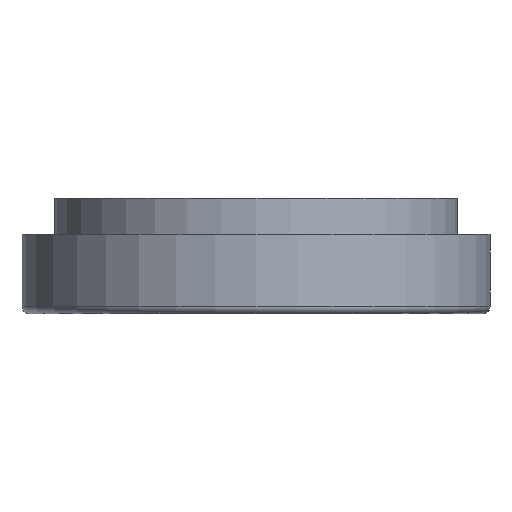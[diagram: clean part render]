
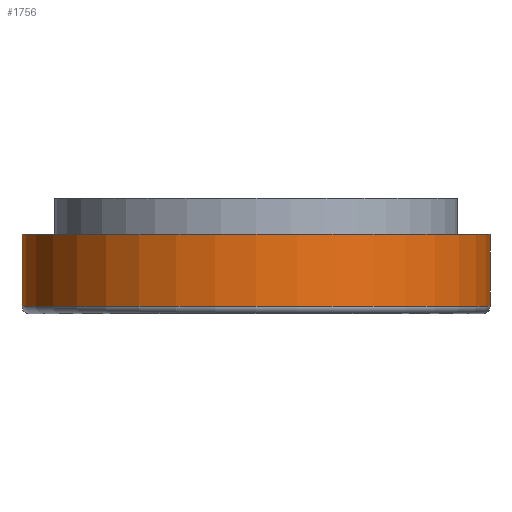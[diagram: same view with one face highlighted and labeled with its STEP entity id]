
A CAD part, front view. The second image highlights one B-rep face of the part: STEP entity #1756.
In plain terms, the highlighted cylindrical face has radius 103.188 mm (diameter 206.375 mm), a partial arc.
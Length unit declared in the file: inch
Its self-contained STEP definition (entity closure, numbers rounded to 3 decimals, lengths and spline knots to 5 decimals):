
#24 = VECTOR ( 'NONE', #3285, 39.37008 ) ;
#66 = VERTEX_POINT ( 'NONE', #3901 ) ;
#101 = DIRECTION ( 'NONE',  ( 0., 0., 1. ) ) ;
#137 = DIRECTION ( 'NONE',  ( 1., 0., 0. ) ) ;
#143 = VECTOR ( 'NONE', #3532, 39.37008 ) ;
#150 = DIRECTION ( 'NONE',  ( 1., 0., 0. ) ) ;
#265 = ORIENTED_EDGE ( 'NONE', *, *, #3578, .F. ) ;
#356 = VERTEX_POINT ( 'NONE', #3670 ) ;
#626 = EDGE_CURVE ( 'NONE', #2515, #1011, #2586, .T. ) ;
#664 = EDGE_CURVE ( 'NONE', #2562, #356, #2642, .T. ) ;
#727 = CARTESIAN_POINT ( 'NONE',  ( -4.0625, 0., -1.875 ) ) ;
#749 = ORIENTED_EDGE ( 'NONE', *, *, #626, .F. ) ;
#753 = ORIENTED_EDGE ( 'NONE', *, *, #3400, .F. ) ;
#760 = CIRCLE ( 'NONE', #3463, 4.0625 ) ;
#833 = DIRECTION ( 'NONE',  ( 0., 0., -1. ) ) ;
#957 = EDGE_CURVE ( 'NONE', #2562, #3149, #1975, .T. ) ;
#985 = VERTEX_POINT ( 'NONE', #1373 ) ;
#1011 = VERTEX_POINT ( 'NONE', #1019 ) ;
#1019 = CARTESIAN_POINT ( 'NONE',  ( 4.0625, 0., -0.8775 ) ) ;
#1030 = CARTESIAN_POINT ( 'NONE',  ( -4.0625, 0., 0. ) ) ;
#1095 = ORIENTED_EDGE ( 'NONE', *, *, #3072, .F. ) ;
#1100 = CARTESIAN_POINT ( 'NONE',  ( 0., 0., 0. ) ) ;
#1128 = CARTESIAN_POINT ( 'NONE',  ( 4.0625, 0., 0. ) ) ;
#1190 = LINE ( 'NONE', #3381, #2540 ) ;
#1203 = EDGE_CURVE ( 'NONE', #3168, #985, #3602, .T. ) ;
#1333 = DIRECTION ( 'NONE',  ( 0., 0., -1. ) ) ;
#1373 = CARTESIAN_POINT ( 'NONE',  ( -4.0625, 0., -1.5 ) ) ;
#1494 = DIRECTION ( 'NONE',  ( 0., 0., 1. ) ) ;
#1532 = CARTESIAN_POINT ( 'NONE',  ( -4.0625, 0., -1.4975 ) ) ;
#1542 = LINE ( 'NONE', #3366, #1768 ) ;
#1667 = DIRECTION ( 'NONE',  ( 0., 0., -1. ) ) ;
#1677 = AXIS2_PLACEMENT_3D ( 'NONE', #2904, #1987, #137 ) ;
#1695 = DIRECTION ( 'NONE',  ( 0., 0., -1. ) ) ;
#1710 = ORIENTED_EDGE ( 'NONE', *, *, #2695, .T. ) ;
#1713 = CARTESIAN_POINT ( 'NONE',  ( 4.0625, 0., -0.875 ) ) ;
#1756 = ADVANCED_FACE ( 'NONE', ( #2953 ), #3867, .T. ) ;
#1768 = VECTOR ( 'NONE', #1808, 39.37008 ) ;
#1808 = DIRECTION ( 'NONE',  ( 0., 0., 1. ) ) ;
#1880 = VECTOR ( 'NONE', #2437, 39.37008 ) ;
#1929 = CARTESIAN_POINT ( 'NONE',  ( -4.0625, 0., -0.8775 ) ) ;
#1975 = LINE ( 'NONE', #3521, #2288 ) ;
#1976 = VECTOR ( 'NONE', #101, 39.37008 ) ;
#1984 = VERTEX_POINT ( 'NONE', #3767 ) ;
#1987 = DIRECTION ( 'NONE',  ( 0., 0., 1. ) ) ;
#2063 = CARTESIAN_POINT ( 'NONE',  ( 4.0625, 0., 0. ) ) ;
#2147 = CARTESIAN_POINT ( 'NONE',  ( 0., 0., -0.625 ) ) ;
#2190 = EDGE_CURVE ( 'NONE', #2478, #985, #2342, .T. ) ;
#2248 = ORIENTED_EDGE ( 'NONE', *, *, #957, .T. ) ;
#2263 = CIRCLE ( 'NONE', #1677, 4.0625 ) ;
#2282 = CARTESIAN_POINT ( 'NONE',  ( 4.0625, 0., -1.4975 ) ) ;
#2288 = VECTOR ( 'NONE', #1667, 39.37008 ) ;
#2304 = CARTESIAN_POINT ( 'NONE',  ( -4.0625, 0., -1.4975 ) ) ;
#2339 = VECTOR ( 'NONE', #1695, 39.37008 ) ;
#2342 = LINE ( 'NONE', #2304, #2339 ) ;
#2343 = LINE ( 'NONE', #1128, #143 ) ;
#2437 = DIRECTION ( 'NONE',  ( 0., 0., 1. ) ) ;
#2442 = CARTESIAN_POINT ( 'NONE',  ( -4.0625, 0., -0.875 ) ) ;
#2447 = ORIENTED_EDGE ( 'NONE', *, *, #3640, .F. ) ;
#2478 = VERTEX_POINT ( 'NONE', #1532 ) ;
#2515 = VERTEX_POINT ( 'NONE', #1713 ) ;
#2535 = ORIENTED_EDGE ( 'NONE', *, *, #1203, .F. ) ;
#2540 = VECTOR ( 'NONE', #1494, 39.37008 ) ;
#2562 = VERTEX_POINT ( 'NONE', #2442 ) ;
#2582 = DIRECTION ( 'NONE',  ( 0., 0., 1. ) ) ;
#2586 = LINE ( 'NONE', #3503, #3689 ) ;
#2606 = CARTESIAN_POINT ( 'NONE',  ( 4.0625, 0., -1.4975 ) ) ;
#2622 = LINE ( 'NONE', #2606, #3608 ) ;
#2642 = LINE ( 'NONE', #1030, #1976 ) ;
#2652 = AXIS2_PLACEMENT_3D ( 'NONE', #1100, #2582, #150 ) ;
#2670 = LINE ( 'NONE', #2063, #24 ) ;
#2695 = EDGE_CURVE ( 'NONE', #3963, #1011, #1542, .T. ) ;
#2904 = CARTESIAN_POINT ( 'NONE',  ( 0., 0., -1.875 ) ) ;
#2908 = EDGE_LOOP ( 'NONE', ( #753, #3118, #2535, #3959, #2447, #265, #1710, #749, #3017, #1095, #3407, #2248 ) ) ;
#2953 = FACE_OUTER_BOUND ( 'NONE', #2908, .T. ) ;
#3017 = ORIENTED_EDGE ( 'NONE', *, *, #3941, .F. ) ;
#3072 = EDGE_CURVE ( 'NONE', #356, #3704, #760, .T. ) ;
#3115 = EDGE_CURVE ( 'NONE', #3168, #1984, #2263, .T. ) ;
#3118 = ORIENTED_EDGE ( 'NONE', *, *, #2190, .T. ) ;
#3149 = VERTEX_POINT ( 'NONE', #1929 ) ;
#3168 = VERTEX_POINT ( 'NONE', #727 ) ;
#3285 = DIRECTION ( 'NONE',  ( 0., 0., -1. ) ) ;
#3364 = DIRECTION ( 'NONE',  ( 1., 0., 0. ) ) ;
#3366 = CARTESIAN_POINT ( 'NONE',  ( 4.0625, 0., 0. ) ) ;
#3381 = CARTESIAN_POINT ( 'NONE',  ( -4.0625, 0., 0. ) ) ;
#3400 = EDGE_CURVE ( 'NONE', #2478, #3149, #1190, .T. ) ;
#3402 = DIRECTION ( 'NONE',  ( 0., 0., 1. ) ) ;
#3407 = ORIENTED_EDGE ( 'NONE', *, *, #664, .F. ) ;
#3463 = AXIS2_PLACEMENT_3D ( 'NONE', #2147, #3402, #3364 ) ;
#3503 = CARTESIAN_POINT ( 'NONE',  ( 4.0625, 0., -0.875 ) ) ;
#3521 = CARTESIAN_POINT ( 'NONE',  ( -4.0625, 0., -0.875 ) ) ;
#3532 = DIRECTION ( 'NONE',  ( 0., 0., -1. ) ) ;
#3578 = EDGE_CURVE ( 'NONE', #3963, #66, #2622, .T. ) ;
#3602 = LINE ( 'NONE', #3639, #1880 ) ;
#3608 = VECTOR ( 'NONE', #833, 39.37008 ) ;
#3639 = CARTESIAN_POINT ( 'NONE',  ( -4.0625, 0., 0. ) ) ;
#3640 = EDGE_CURVE ( 'NONE', #66, #1984, #2343, .T. ) ;
#3670 = CARTESIAN_POINT ( 'NONE',  ( -4.0625, 0., -0.625 ) ) ;
#3689 = VECTOR ( 'NONE', #1333, 39.37008 ) ;
#3704 = VERTEX_POINT ( 'NONE', #3893 ) ;
#3767 = CARTESIAN_POINT ( 'NONE',  ( 4.0625, 0., -1.875 ) ) ;
#3867 = CYLINDRICAL_SURFACE ( 'NONE', #2652, 4.0625 ) ;
#3893 = CARTESIAN_POINT ( 'NONE',  ( 4.0625, 0., -0.625 ) ) ;
#3901 = CARTESIAN_POINT ( 'NONE',  ( 4.0625, 0., -1.5 ) ) ;
#3941 = EDGE_CURVE ( 'NONE', #3704, #2515, #2670, .T. ) ;
#3959 = ORIENTED_EDGE ( 'NONE', *, *, #3115, .T. ) ;
#3963 = VERTEX_POINT ( 'NONE', #2282 ) ;
